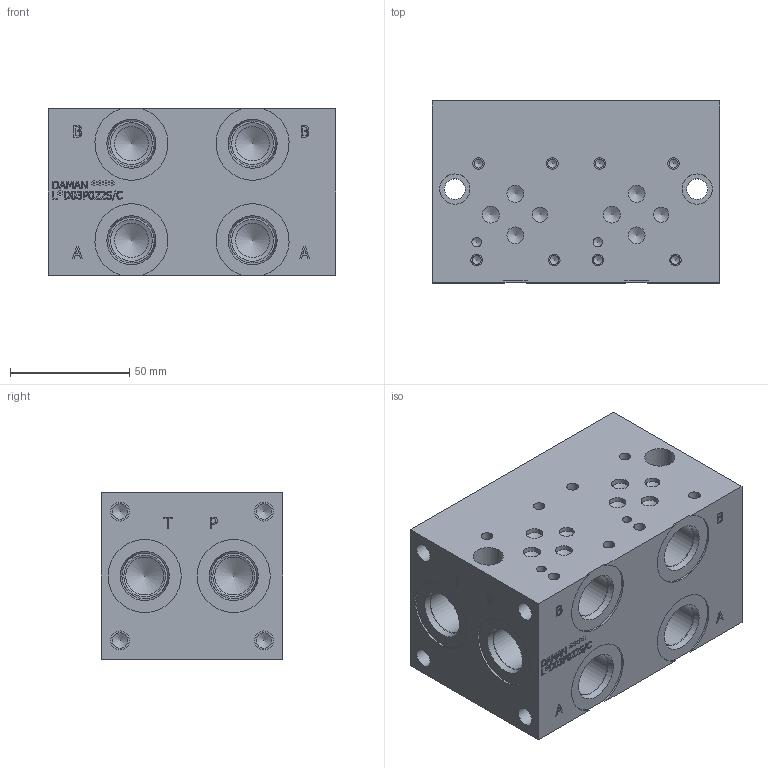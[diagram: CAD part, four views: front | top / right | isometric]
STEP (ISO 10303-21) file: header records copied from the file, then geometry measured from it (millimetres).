
FILE_DESCRIPTION(/* description */ (''),/* implementation_level */ '2;1');
FILE_NAME(/* name */ 'L_D03P022S_C.stp',/* time_stamp */ '2022-10-27T11:35:04-04:00',/* author */ ('bobbyh'),/* organization */ (''),/* preprocessor_version */ 'ST-DEVELOPER v18',/* originating_system */ 'Autodesk Inventor 2020',/* authorisation */ '');
FILE_SCHEMA (('AUTOMOTIVE_DESIGN { 1 0 10303 214 3 1 1 }'));
Length unit declared in the file: millimetre
Products named in the file (1): Part_LAD03P022S_C_3D
Bounding box: 120.65 x 76.2 x 69.85 mm (x, y, z)
Volume: 555982.4 mm3; surface area: 68612.6 mm2
Topology: 1 solids, 1 shells, 673 faces, 1848 edges, 1253 vertices
Faces by surface type: plane 353, bspline 165, cylinder 92, cone 63
Full cylindrical faces by diameter (mm): 3.785 x8, 3.962 x2, 4.826 x8, 6.35 x2, 6.528 x8, 7.137 x6, 7.925 x8, 8.738 x2, 12.7 x2, 14.3 x5, 15.875 x4, 15.9 x1, 17.501 x8, 19.05 x8, 19.253 x8, 20.62 x1, 22.23 x1, 22.54 x1, 30.16 x1, 30.632 x4
Entity records: 22652 total; most frequent: CARTESIAN_POINT 5885, ORIENTED_EDGE 3626, DIRECTION 2839, EDGE_CURVE 1813, VERTEX_POINT 1253, LINE 1145, VECTOR 1145, AXIS2_PLACEMENT_3D 847
